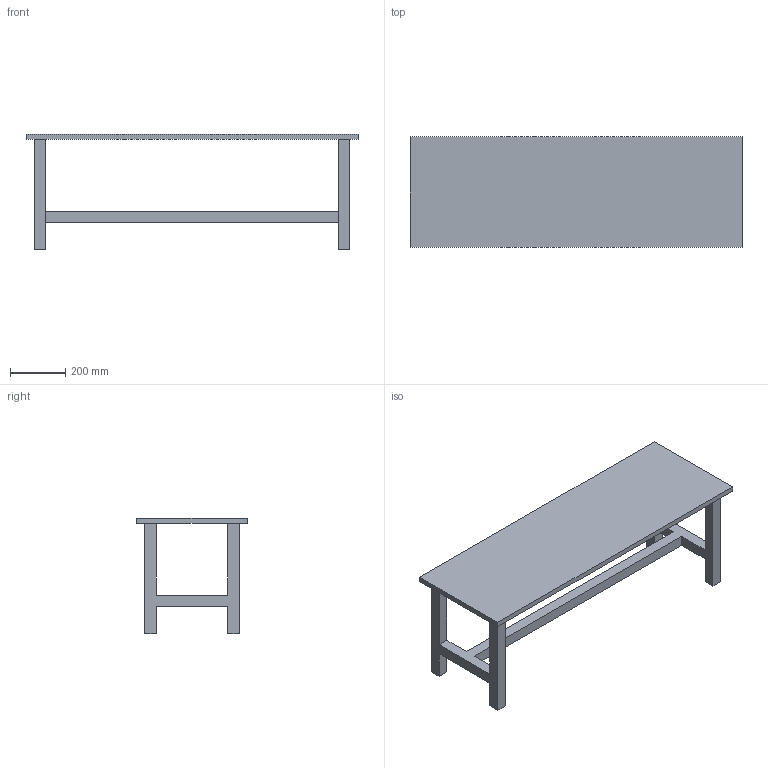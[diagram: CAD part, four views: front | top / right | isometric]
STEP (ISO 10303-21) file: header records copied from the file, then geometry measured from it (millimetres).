
FILE_DESCRIPTION(('FreeCAD Model'),'2;1');
FILE_NAME('Open CASCADE Shape Model','2025-02-22T20:26:57',(''),(''), 'Open CASCADE STEP processor 7.8','FreeCAD','Unknown');
FILE_SCHEMA(('AUTOMOTIVE_DESIGN { 1 0 10303 214 1 1 1 1 }'));
Length unit declared in the file: millimetre
Products named in the file (1): banco-lms
Bounding box: 1200 x 400 x 419 mm (x, y, z)
Volume: 14208000 mm3; surface area: 1520000 mm2
Topology: 1 solids, 1 shells, 32 faces, 96 edges, 64 vertices
Faces by surface type: plane 32
Entity records: 1094 total; most frequent: CARTESIAN_POINT 193, ORIENTED_EDGE 192, DIRECTION 162, EDGE_CURVE 96, LINE 96, VECTOR 96, VERTEX_POINT 64, FACE_BOUND 36
